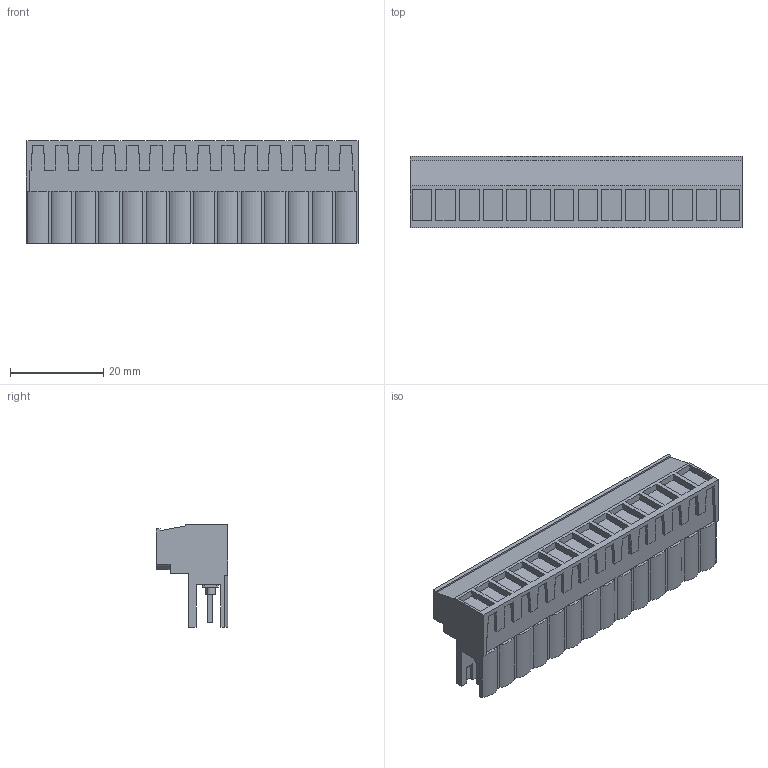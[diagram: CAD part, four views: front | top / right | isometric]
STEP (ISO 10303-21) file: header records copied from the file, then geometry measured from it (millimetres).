
FILE_DESCRIPTION(('CATIA V5 STEP','CAx-IF Rec.Pracs.--- Model Styling and Organization---1.2---2011-12-15'),'2;1');
FILE_NAME ('D1453758_0_1627210000_1627210000.stp','2017-06-01T06:28:43+00:00',('none'),('Weidmueller'),'CATIA Version 5-6 Release 2014','CATIA V5 STEP AP214','none');
FILE_SCHEMA(('AUTOMOTIVE_DESIGN { 1 0 10303 214 1 1 1 1 }'));
Length unit declared in the file: millimetre
Products named in the file (1): 1627210000
Bounding box: 71.12 x 15.3 x 22.05 mm (x, y, z)
Volume: 12122.6 mm3; surface area: 10310.3 mm2
Topology: 29 solids, 29 shells, 967 faces, 2633 edges, 1780 vertices
Faces by surface type: plane 729, cylinder 182, extrusion 56
Entity records: 29495 total; most frequent: CARTESIAN_POINT 6800, ORIENTED_EDGE 5266, DIRECTION 3541, EDGE_CURVE 2633, VECTOR 2155, LINE 2099, VERTEX_POINT 1780, EDGE_LOOP 1051
